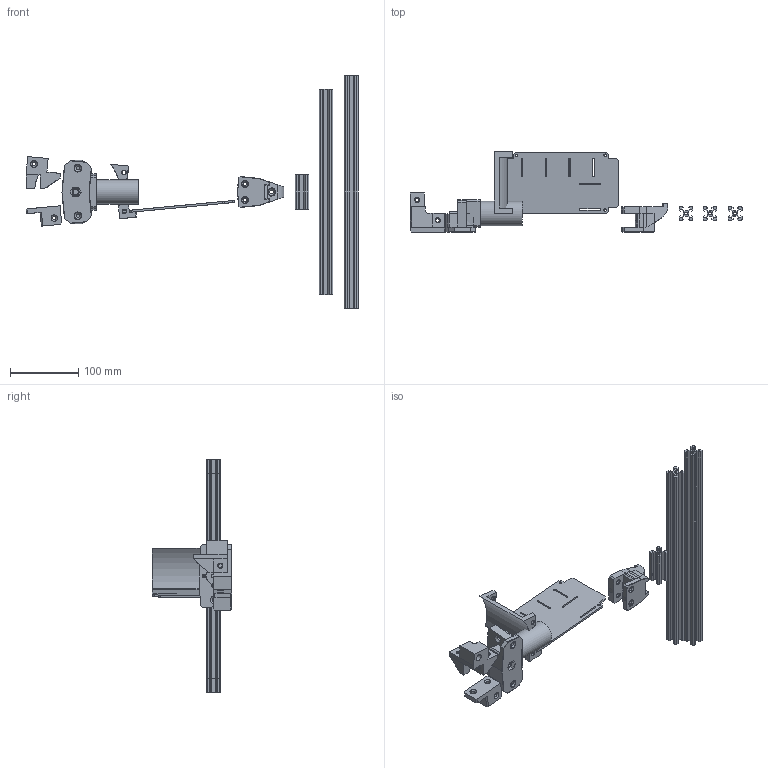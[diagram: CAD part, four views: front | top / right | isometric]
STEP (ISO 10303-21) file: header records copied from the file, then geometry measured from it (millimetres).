
FILE_DESCRIPTION(('FreeCAD Model'),'2;1');
FILE_NAME('Open CASCADE Shape Model','2026-03-01T00:00:21',(''),(''), 'Open CASCADE STEP processor 7.8','FreeCAD','Unknown');
FILE_SCHEMA(('CONFIG_CONTROL_DESIGN','SHAPE_APPEARANCE_LAYER_MIM'));
Length unit declared in the file: millimetre
Products named in the file (13): Moteur; MotorMount2020; CoinLateral; CoinAvant; SupportAxeRoulement; CoinInterieurAvant; CoinInterieurArriere; EquerrePlateauElec; PlateauElec001; GardeBoue; 2020-50mm; 2020-300mm; 2020-340mm
Bounding box: 485.57 x 117 x 340 mm (x, y, z)
Volume: 516138.1 mm3; surface area: 233507.7 mm2
Topology: 13 solids, 13 shells, 564 faces, 1486 edges, 963 vertices
Faces by surface type: plane 389, cylinder 101, cone 71, bspline 3
Full cylindrical faces by diameter (mm): 3 x4, 3.4 x4, 4.2 x3, 4.4 x1, 5.4 x20, 6 x1, 8.4 x1, 10 x6, 11 x3, 22 x1, 22.4 x1, 35.7 x1, 36.2 x1
Entity records: 38623 total; most frequent: CARTESIAN_POINT 7869, DIRECTION 5739, LINE 3867, VECTOR 3867, ORIENTED_EDGE 2972, PCURVE 2972, DEFINITIONAL_REPRESENTATION 2972, EDGE_CURVE 1486
